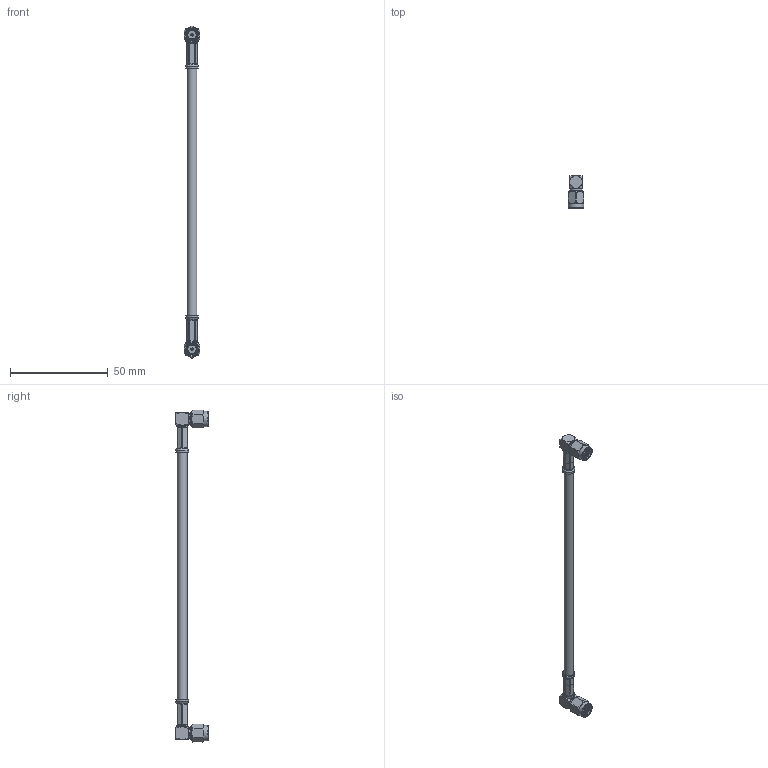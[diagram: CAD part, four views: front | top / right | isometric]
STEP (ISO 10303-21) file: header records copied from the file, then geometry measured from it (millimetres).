
FILE_DESCRIPTION (( 'STEP AP203' ), '1' );
FILE_NAME ('PE3C1909LF_3D.step', '2022-01-24T21:45:09', ( '' ), ( '' ), 'SwSTEP 2.0', 'SolidWorks 2021', '' );
FILE_SCHEMA (( 'CONFIG_CONTROL_DESIGN' ));
Length unit declared in the file: inch
Products named in the file (3): PE3C1909LF_3D; PE4405^PE3C1909LF_CRIMPED; pe-p195^PE3C1909LF_PE-P195
Assembly tree (3 placements, depth 2):
  PE3C1909LF_3D
    pe-p195^PE3C1909LF_PE-P195
    PE4405^PE3C1909LF_CRIMPED  x2
Bounding box: 8 x 16.51 x 170.1 mm (x, y, z)
Volume: 4114.5 mm3; surface area: 4769.4 mm2
Topology: 7 solids, 7 shells, 643 faces, 1789 edges, 1182 vertices
Faces by surface type: plane 292, cylinder 209, cone 126, bspline 12, torus 4
Full cylindrical faces by diameter (mm): 0.94 x2, 1.194 x2, 2.794 x2, 3.1 x2, 4.064 x2, 4.5 x2, 4.572 x2, 4.953 x1, 5.484 x2, 5.835 x2, 5.842 x2, 6.35 x12, 6.5 x2, 6.539 x2, 7.877 x2
Entity records: 13649 total; most frequent: CARTESIAN_POINT 5615, ORIENTED_EDGE 1676, DIRECTION 1484, EDGE_CURVE 838, VERTEX_POINT 568, AXIS2_PLACEMENT_3D 532, LINE 420, VECTOR 420
